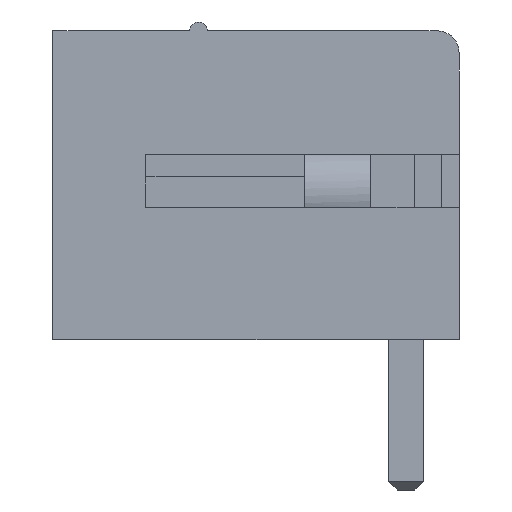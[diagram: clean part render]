
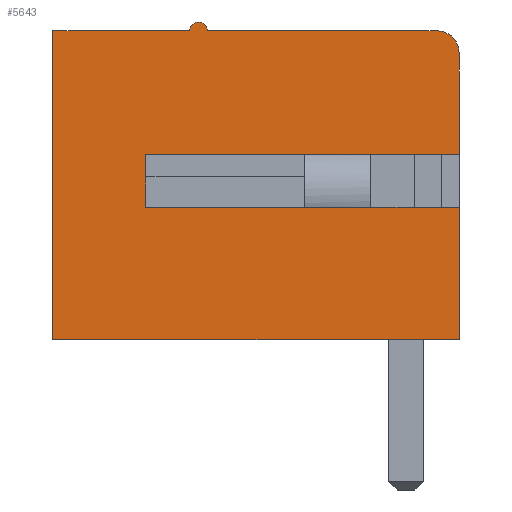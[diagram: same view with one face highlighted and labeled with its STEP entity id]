
A CAD part, left-side view. The second image highlights one B-rep face of the part: STEP entity #5643.
In plain terms, the highlighted planar face has unit normal (-1, 0, 0).
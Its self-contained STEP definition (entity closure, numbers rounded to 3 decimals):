
#55 = DIRECTION ( 'NONE',  ( 0., 0., -1. ) ) ;
#119 = VERTEX_POINT ( 'NONE', #6421 ) ;
#169 = CARTESIAN_POINT ( 'NONE',  ( -13.305, -1.2, 6.5 ) ) ;
#188 = CARTESIAN_POINT ( 'NONE',  ( -13.305, -0.7, 6.5 ) ) ;
#203 = DIRECTION ( 'NONE',  ( 0., 0., -1. ) ) ;
#238 = CARTESIAN_POINT ( 'NONE',  ( -13.305, 4.7, 7.2 ) ) ;
#305 = VECTOR ( 'NONE', #2929, 1000. ) ;
#316 = LINE ( 'NONE', #5295, #6719 ) ;
#317 = VECTOR ( 'NONE', #203, 1000. ) ;
#406 = VECTOR ( 'NONE', #7390, 1000. ) ;
#490 = ORIENTED_EDGE ( 'NONE', *, *, #9233, .F. ) ;
#535 = LINE ( 'NONE', #3040, #9464 ) ;
#723 = CARTESIAN_POINT ( 'NONE',  ( -13.305, 3.461, 7. ) ) ;
#950 = EDGE_CURVE ( 'NONE', #5861, #8793, #4059, .T. ) ;
#1099 = AXIS2_PLACEMENT_3D ( 'NONE', #188, #3514, #6815 ) ;
#1137 = VERTEX_POINT ( 'NONE', #10267 ) ;
#1346 = CARTESIAN_POINT ( 'NONE',  ( -13.305, -1.2, 4.2 ) ) ;
#1413 = LINE ( 'NONE', #2042, #305 ) ;
#1466 = VECTOR ( 'NONE', #8757, 1000. ) ;
#1515 = ORIENTED_EDGE ( 'NONE', *, *, #2250, .F. ) ;
#1582 = EDGE_CURVE ( 'NONE', #5751, #2949, #4402, .T. ) ;
#1585 = DIRECTION ( 'NONE',  ( 1., 0., 0. ) ) ;
#1695 = EDGE_LOOP ( 'NONE', ( #3819, #3469, #7491, #9762, #4389, #4737, #8356, #490, #4696, #1515, #10041, #7018 ) ) ;
#1983 = CARTESIAN_POINT ( 'NONE',  ( -13.305, 8., 3.616 ) ) ;
#1994 = CARTESIAN_POINT ( 'NONE',  ( -13.305, 4.5, 7. ) ) ;
#2042 = CARTESIAN_POINT ( 'NONE',  ( -13.305, 8., 0. ) ) ;
#2150 = VERTEX_POINT ( 'NONE', #238 ) ;
#2161 = PLANE ( 'NONE',  #5116 ) ;
#2235 = LINE ( 'NONE', #5641, #5547 ) ;
#2250 = EDGE_CURVE ( 'NONE', #10729, #1137, #2235, .T. ) ;
#2624 = VERTEX_POINT ( 'NONE', #169 ) ;
#2696 = VECTOR ( 'NONE', #6148, 1000. ) ;
#2929 = DIRECTION ( 'NONE',  ( 0., 1., 0. ) ) ;
#2949 = VERTEX_POINT ( 'NONE', #4019 ) ;
#3040 = CARTESIAN_POINT ( 'NONE',  ( -13.305, -1.2, 3.465 ) ) ;
#3230 = EDGE_CURVE ( 'NONE', #2949, #2150, #10515, .T. ) ;
#3469 = ORIENTED_EDGE ( 'NONE', *, *, #6248, .F. ) ;
#3514 = DIRECTION ( 'NONE',  ( 1., 0., 0. ) ) ;
#3719 = VECTOR ( 'NONE', #55, 1000. ) ;
#3819 = ORIENTED_EDGE ( 'NONE', *, *, #4259, .F. ) ;
#3823 = DIRECTION ( 'NONE',  ( 0., 0., -1. ) ) ;
#3998 = CIRCLE ( 'NONE', #9068, 0.2 ) ;
#4019 = CARTESIAN_POINT ( 'NONE',  ( -13.305, 4.9, 7. ) ) ;
#4059 = LINE ( 'NONE', #723, #406 ) ;
#4061 = EDGE_CURVE ( 'NONE', #1137, #8311, #6630, .T. ) ;
#4259 = EDGE_CURVE ( 'NONE', #2624, #9566, #535, .T. ) ;
#4389 = ORIENTED_EDGE ( 'NONE', *, *, #3230, .F. ) ;
#4402 = LINE ( 'NONE', #7677, #2696 ) ;
#4696 = ORIENTED_EDGE ( 'NONE', *, *, #4061, .F. ) ;
#4737 = ORIENTED_EDGE ( 'NONE', *, *, #1582, .F. ) ;
#4927 = CARTESIAN_POINT ( 'NONE',  ( -13.305, 8., 7. ) ) ;
#5116 = AXIS2_PLACEMENT_3D ( 'NONE', #8874, #5470, #3823 ) ;
#5295 = CARTESIAN_POINT ( 'NONE',  ( -13.305, 3.461, 4.2 ) ) ;
#5408 = LINE ( 'NONE', #8652, #1466 ) ;
#5470 = DIRECTION ( 'NONE',  ( 1., 0., 0. ) ) ;
#5489 = DIRECTION ( 'NONE',  ( 0., -1., 0. ) ) ;
#5547 = VECTOR ( 'NONE', #5489, 1000. ) ;
#5612 = VERTEX_POINT ( 'NONE', #10639 ) ;
#5641 = CARTESIAN_POINT ( 'NONE',  ( -13.305, 3.461, 3. ) ) ;
#5643 = ADVANCED_FACE ( 'NONE', ( #9808 ), #2161, .F. ) ;
#5751 = VERTEX_POINT ( 'NONE', #4927 ) ;
#5832 = CIRCLE ( 'NONE', #1099, 0.5 ) ;
#5861 = VERTEX_POINT ( 'NONE', #1994 ) ;
#6148 = DIRECTION ( 'NONE',  ( 0., -1., 0. ) ) ;
#6235 = DIRECTION ( 'NONE',  ( 0., 1., 0. ) ) ;
#6248 = EDGE_CURVE ( 'NONE', #8793, #2624, #5832, .T. ) ;
#6421 = CARTESIAN_POINT ( 'NONE',  ( -13.305, 8., 0. ) ) ;
#6462 = EDGE_CURVE ( 'NONE', #9566, #5612, #316, .T. ) ;
#6496 = EDGE_CURVE ( 'NONE', #5612, #10729, #5408, .T. ) ;
#6630 = LINE ( 'NONE', #7550, #3719 ) ;
#6689 = CARTESIAN_POINT ( 'NONE',  ( -13.305, 4.7, 7. ) ) ;
#6719 = VECTOR ( 'NONE', #6235, 1000. ) ;
#6815 = DIRECTION ( 'NONE',  ( 0., 0., -1. ) ) ;
#7018 = ORIENTED_EDGE ( 'NONE', *, *, #6462, .F. ) ;
#7390 = DIRECTION ( 'NONE',  ( 0., -1., 0. ) ) ;
#7452 = CARTESIAN_POINT ( 'NONE',  ( -13.305, -1.2, 0. ) ) ;
#7491 = ORIENTED_EDGE ( 'NONE', *, *, #950, .F. ) ;
#7550 = CARTESIAN_POINT ( 'NONE',  ( -13.305, -1.2, 3.465 ) ) ;
#7677 = CARTESIAN_POINT ( 'NONE',  ( -13.305, 3.461, 7. ) ) ;
#7911 = LINE ( 'NONE', #1983, #317 ) ;
#8208 = AXIS2_PLACEMENT_3D ( 'NONE', #6689, #9983, #9864 ) ;
#8311 = VERTEX_POINT ( 'NONE', #7452 ) ;
#8356 = ORIENTED_EDGE ( 'NONE', *, *, #9653, .T. ) ;
#8408 = CARTESIAN_POINT ( 'NONE',  ( -13.305, -0.7, 7. ) ) ;
#8652 = CARTESIAN_POINT ( 'NONE',  ( -13.305, 5.9, 3.465 ) ) ;
#8757 = DIRECTION ( 'NONE',  ( 0., 0., -1. ) ) ;
#8764 = DIRECTION ( 'NONE',  ( 0., 0., -1. ) ) ;
#8793 = VERTEX_POINT ( 'NONE', #8408 ) ;
#8874 = CARTESIAN_POINT ( 'NONE',  ( -13.305, 3.461, 3.465 ) ) ;
#9068 = AXIS2_PLACEMENT_3D ( 'NONE', #9878, #1585, #10051 ) ;
#9233 = EDGE_CURVE ( 'NONE', #8311, #119, #1413, .T. ) ;
#9343 = CARTESIAN_POINT ( 'NONE',  ( -13.305, 5.9, 3. ) ) ;
#9464 = VECTOR ( 'NONE', #8764, 1000. ) ;
#9566 = VERTEX_POINT ( 'NONE', #1346 ) ;
#9653 = EDGE_CURVE ( 'NONE', #5751, #119, #7911, .T. ) ;
#9758 = EDGE_CURVE ( 'NONE', #2150, #5861, #3998, .T. ) ;
#9762 = ORIENTED_EDGE ( 'NONE', *, *, #9758, .F. ) ;
#9808 = FACE_OUTER_BOUND ( 'NONE', #1695, .T. ) ;
#9864 = DIRECTION ( 'NONE',  ( 0., 0., -1. ) ) ;
#9878 = CARTESIAN_POINT ( 'NONE',  ( -13.305, 4.7, 7. ) ) ;
#9983 = DIRECTION ( 'NONE',  ( 1., 0., 0. ) ) ;
#10041 = ORIENTED_EDGE ( 'NONE', *, *, #6496, .F. ) ;
#10051 = DIRECTION ( 'NONE',  ( 0., 0., -1. ) ) ;
#10267 = CARTESIAN_POINT ( 'NONE',  ( -13.305, -1.2, 3. ) ) ;
#10515 = CIRCLE ( 'NONE', #8208, 0.2 ) ;
#10639 = CARTESIAN_POINT ( 'NONE',  ( -13.305, 5.9, 4.2 ) ) ;
#10729 = VERTEX_POINT ( 'NONE', #9343 ) ;
